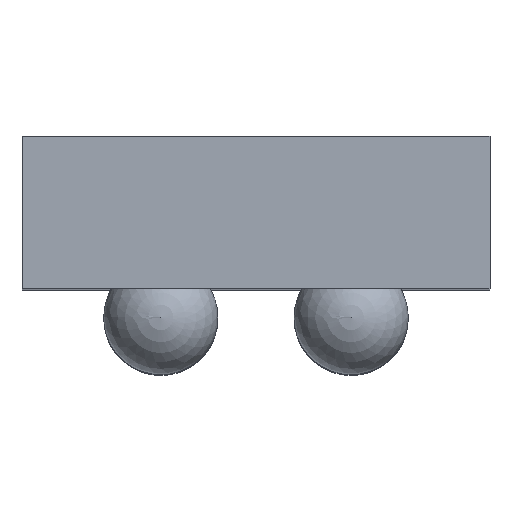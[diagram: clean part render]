
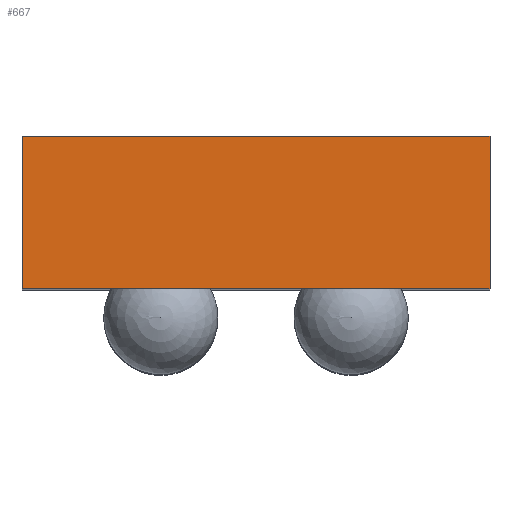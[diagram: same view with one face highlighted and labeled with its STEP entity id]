
A CAD part, top view. The second image highlights one B-rep face of the part: STEP entity #667.
In plain terms, the highlighted planar face has unit normal (0, 0, 1).
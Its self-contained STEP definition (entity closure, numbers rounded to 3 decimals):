
#75 = EDGE_CURVE ( 'NONE', #625, #409, #105, .T. ) ;
#95 = EDGE_CURVE ( 'NONE', #657, #625, #456, .T. ) ;
#105 = LINE ( 'NONE', #742, #446 ) ;
#154 = CARTESIAN_POINT ( 'NONE',  ( 0.492, 0., 0.891 ) ) ;
#163 = CARTESIAN_POINT ( 'NONE',  ( -0.491, 0., 0.891 ) ) ;
#238 = CARTESIAN_POINT ( 'NONE',  ( 0.492, 0.32, 0.891 ) ) ;
#317 = CARTESIAN_POINT ( 'NONE',  ( -0.491, 0.32, 0.891 ) ) ;
#326 = ORIENTED_EDGE ( 'NONE', *, *, #745, .T. ) ;
#353 = ORIENTED_EDGE ( 'NONE', *, *, #75, .F. ) ;
#365 = VECTOR ( 'NONE', #747, 1000. ) ;
#378 = VECTOR ( 'NONE', #714, 1000. ) ;
#392 = CARTESIAN_POINT ( 'NONE',  ( -0.491, 0.32, 0.891 ) ) ;
#398 = FACE_OUTER_BOUND ( 'NONE', #574, .T. ) ;
#409 = VERTEX_POINT ( 'NONE', #154 ) ;
#446 = VECTOR ( 'NONE', #513, 1000. ) ;
#454 = AXIS2_PLACEMENT_3D ( 'NONE', #317, #458, #611 ) ;
#456 = LINE ( 'NONE', #475, #378 ) ;
#458 = DIRECTION ( 'NONE',  ( 0., 0., -1. ) ) ;
#475 = CARTESIAN_POINT ( 'NONE',  ( -0.491, 0.32, 0.891 ) ) ;
#513 = DIRECTION ( 'NONE',  ( 0., -1., 0. ) ) ;
#564 = CARTESIAN_POINT ( 'NONE',  ( -0.491, 0.32, 0.891 ) ) ;
#574 = EDGE_LOOP ( 'NONE', ( #744, #353, #590, #326 ) ) ;
#579 = LINE ( 'NONE', #163, #365 ) ;
#590 = ORIENTED_EDGE ( 'NONE', *, *, #95, .F. ) ;
#597 = VERTEX_POINT ( 'NONE', #641 ) ;
#602 = EDGE_CURVE ( 'NONE', #597, #409, #579, .T. ) ;
#611 = DIRECTION ( 'NONE',  ( -1., 0., 0. ) ) ;
#619 = DIRECTION ( 'NONE',  ( 0., -1., 0. ) ) ;
#625 = VERTEX_POINT ( 'NONE', #238 ) ;
#641 = CARTESIAN_POINT ( 'NONE',  ( -0.491, 0., 0.891 ) ) ;
#657 = VERTEX_POINT ( 'NONE', #564 ) ;
#667 = ADVANCED_FACE ( 'NONE', ( #398 ), #737, .F. ) ;
#703 = VECTOR ( 'NONE', #619, 1000. ) ;
#714 = DIRECTION ( 'NONE',  ( 1., 0., 0. ) ) ;
#732 = LINE ( 'NONE', #392, #703 ) ;
#737 = PLANE ( 'NONE',  #454 ) ;
#742 = CARTESIAN_POINT ( 'NONE',  ( 0.492, 0.32, 0.891 ) ) ;
#744 = ORIENTED_EDGE ( 'NONE', *, *, #602, .T. ) ;
#745 = EDGE_CURVE ( 'NONE', #657, #597, #732, .T. ) ;
#747 = DIRECTION ( 'NONE',  ( 1., 0., 0. ) ) ;
